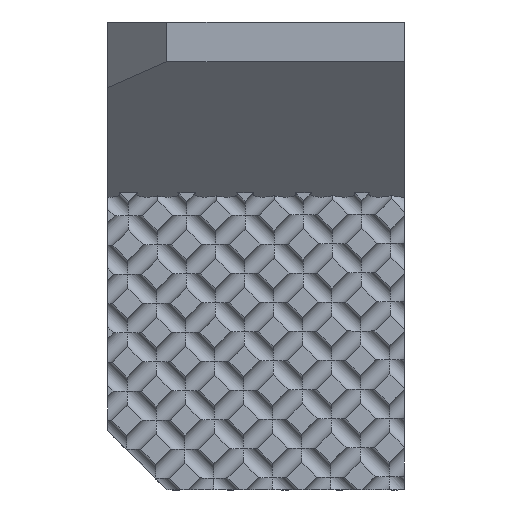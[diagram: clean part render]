
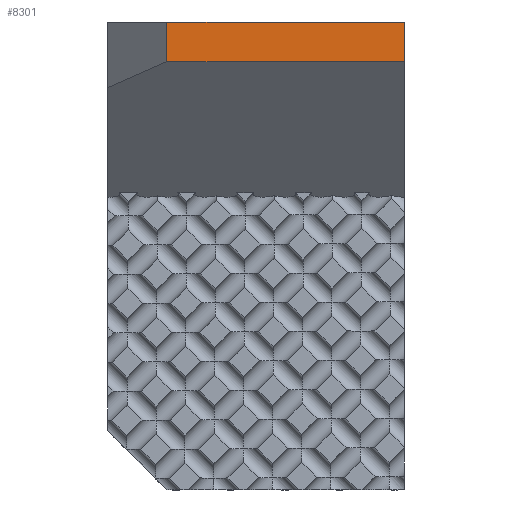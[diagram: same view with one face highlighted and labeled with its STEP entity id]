
A CAD part, top view. The second image highlights one B-rep face of the part: STEP entity #8301.
In plain terms, the highlighted planar face has unit normal (0, 0, 1).
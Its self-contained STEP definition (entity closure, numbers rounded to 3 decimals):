
#1079=PLANE('',#8789);
#1588=LINE('',#13939,#2220);
#1621=LINE('',#14030,#2253);
#1711=LINE('',#14248,#2343);
#1713=LINE('',#14251,#2345);
#2220=VECTOR('',#10018,1000.);
#2253=VECTOR('',#10101,1000.);
#2343=VECTOR('',#10365,1000.);
#2345=VECTOR('',#10369,1000.);
#4804=ORIENTED_EDGE('',*,*,#6099,.F.);
#4805=ORIENTED_EDGE('',*,*,#5964,.F.);
#4806=ORIENTED_EDGE('',*,*,#6002,.F.);
#4807=ORIENTED_EDGE('',*,*,#6101,.T.);
#5964=EDGE_CURVE('',#6869,#6870,#1588,.T.);
#6002=EDGE_CURVE('',#6877,#6869,#1621,.T.);
#6099=EDGE_CURVE('',#6870,#6892,#1711,.T.);
#6101=EDGE_CURVE('',#6877,#6892,#1713,.T.);
#6869=VERTEX_POINT('',#13938);
#6870=VERTEX_POINT('',#13940);
#6877=VERTEX_POINT('',#14029);
#6892=VERTEX_POINT('',#14245);
#7368=EDGE_LOOP('',(#4804,#4805,#4806,#4807));
#7834=FACE_BOUND('',#7368,.T.);
#8301=ADVANCED_FACE('',(#7834),#1079,.T.);
#8789=AXIS2_PLACEMENT_3D('',#14252,#10370,#10371);
#10018=DIRECTION('',(-1.,0.,0.));
#10101=DIRECTION('',(0.,-1.,0.));
#10365=DIRECTION('',(0.,1.,0.));
#10369=DIRECTION('',(-1.,0.,0.));
#10370=DIRECTION('',(0.,0.,1.));
#10371=DIRECTION('',(0.,1.,0.));
#13938=CARTESIAN_POINT('',(295.,-251.,-267.));
#13939=CARTESIAN_POINT('',(289.,-251.,-267.));
#13940=CARTESIAN_POINT('',(283.,-251.,-267.));
#14029=CARTESIAN_POINT('',(295.,-249.,-267.));
#14030=CARTESIAN_POINT('',(295.,-250.,-267.));
#14245=CARTESIAN_POINT('',(283.,-249.,-267.));
#14248=CARTESIAN_POINT('',(283.,-250.,-267.));
#14251=CARTESIAN_POINT('',(289.,-249.,-267.));
#14252=CARTESIAN_POINT('',(295.001,-251.001,-267.));
